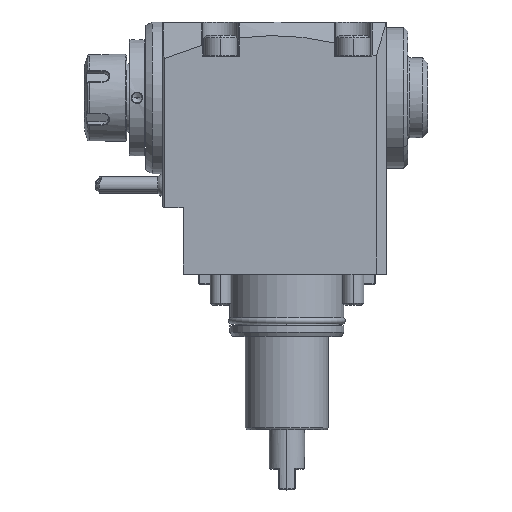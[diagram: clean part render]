
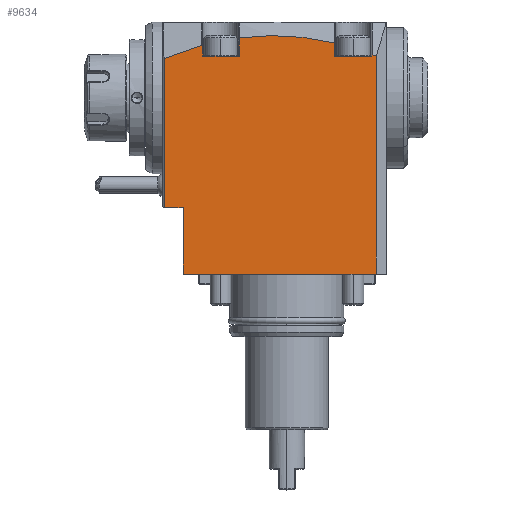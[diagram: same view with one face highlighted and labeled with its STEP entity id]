
A CAD part, top view. The second image highlights one B-rep face of the part: STEP entity #9634.
In plain terms, the highlighted planar face has unit normal (0, 0, 1).
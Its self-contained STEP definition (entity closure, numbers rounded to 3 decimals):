
#1769=DIRECTION('',(0.,1.,0.));
#1770=VECTOR('',#1769,104.954);
#1771=CARTESIAN_POINT('',(103.,0.,42.5));
#1772=LINE('',#1771,#1770);
#1786=CARTESIAN_POINT('',(103.,104.954,42.5));
#1800=DIRECTION('',(-1.,0.,0.));
#1801=VECTOR('',#1800,93.);
#1802=CARTESIAN_POINT('',(103.,0.,42.5));
#1803=LINE('',#1802,#1801);
#2307=DIRECTION('',(0.,1.,0.));
#2308=VECTOR('',#2307,32.);
#2309=CARTESIAN_POINT('',(10.,0.,42.5));
#2310=LINE('',#2309,#2308);
#2311=DIRECTION('',(1.,0.,0.));
#2312=VECTOR('',#2311,9.);
#2313=CARTESIAN_POINT('',(1.,32.,42.5));
#2314=LINE('',#2313,#2312);
#2315=DIRECTION('',(0.,1.,0.));
#2316=VECTOR('',#2315,71.4);
#2317=CARTESIAN_POINT('',(1.,32.5,42.5));
#2318=LINE('',#2317,#2316);
#2319=CARTESIAN_POINT('',(18.964,110.187,42.5));
#2320=CARTESIAN_POINT('',(12.837,108.491,42.5));
#2321=CARTESIAN_POINT('',(6.855,106.378,42.5));
#2322=CARTESIAN_POINT('',(1.,103.9,42.5));
#2324=DIRECTION('',(-0.268,0.963,0.));
#2325=VECTOR('',#2324,2.);
#2326=CARTESIAN_POINT('',(19.5,108.26,42.5));
#2327=LINE('',#2326,#2325);
#2328=DIRECTION('',(0.,-1.,0.));
#2329=VECTOR('',#2328,3.26);
#2330=CARTESIAN_POINT('',(19.5,108.26,42.5));
#2331=LINE('',#2330,#2329);
#2332=DIRECTION('',(0.,-1.,0.));
#2333=VECTOR('',#2332,8.865);
#2334=CARTESIAN_POINT('',(37.,113.865,42.5));
#2335=LINE('',#2334,#2333);
#2336=CARTESIAN_POINT('',(37.,113.865,42.5));
#2337=CARTESIAN_POINT('',(52.484,115.895,42.5));
#2338=CARTESIAN_POINT('',(67.814,115.013,42.5));
#2339=CARTESIAN_POINT('',(83.,111.373,42.5));
#2341=DIRECTION('',(0.,1.,0.));
#2342=VECTOR('',#2341,6.373);
#2343=CARTESIAN_POINT('',(83.,105.,42.5));
#2344=LINE('',#2343,#2342);
#2345=DIRECTION('',(-0.275,-0.961,0.));
#2346=VECTOR('',#2345,0.752);
#2347=CARTESIAN_POINT('',(101.05,105.723,42.5));
#2348=LINE('',#2347,#2346);
#2349=CARTESIAN_POINT('',(101.05,105.723,42.5));
#2350=CARTESIAN_POINT('',(101.702,105.471,42.5));
#2351=CARTESIAN_POINT('',(102.352,105.215,42.5));
#2352=CARTESIAN_POINT('',(103.,104.954,42.5));
#2354=DIRECTION('',(0.,1.,0.));
#2355=VECTOR('',#2354,0.5);
#2356=CARTESIAN_POINT('',(1.,32.,42.5));
#2357=LINE('',#2356,#2355);
#2378=CARTESIAN_POINT('',(1.,103.9,42.5));
#2604=DIRECTION('',(-1.,0.,0.));
#2605=VECTOR('',#2604,17.843);
#2606=CARTESIAN_POINT('',(100.843,105.,42.5));
#2607=LINE('',#2606,#2605);
#2648=CARTESIAN_POINT('',(37.,113.865,42.5));
#2666=DIRECTION('',(-1.,0.,0.));
#2667=VECTOR('',#2666,17.5);
#2668=CARTESIAN_POINT('',(37.,105.,42.5));
#2669=LINE('',#2668,#2667);
#4684=CARTESIAN_POINT('',(19.5,105.,42.5));
#4685=VERTEX_POINT('',#4684);
#4688=VERTEX_POINT('',#2378);
#4702=VERTEX_POINT('',#1786);
#4711=CARTESIAN_POINT('',(19.5,108.26,42.5));
#4712=CARTESIAN_POINT('',(18.964,110.187,42.5));
#4713=VERTEX_POINT('',#4711);
#4714=VERTEX_POINT('',#4712);
#4715=CARTESIAN_POINT('',(101.05,105.723,42.5));
#4716=VERTEX_POINT('',#4715);
#4718=VERTEX_POINT('',#2648);
#4719=CARTESIAN_POINT('',(37.,105.,42.5));
#4720=VERTEX_POINT('',#4719);
#4741=VERTEX_POINT('',#2339);
#4752=CARTESIAN_POINT('',(100.843,105.,42.5));
#4753=VERTEX_POINT('',#4752);
#4759=CARTESIAN_POINT('',(83.,105.,42.5));
#4761=VERTEX_POINT('',#4759);
#5329=CARTESIAN_POINT('',(103.,0.,42.5));
#5330=VERTEX_POINT('',#5329);
#5376=CARTESIAN_POINT('',(10.,0.,42.5));
#5378=VERTEX_POINT('',#5376);
#5379=CARTESIAN_POINT('',(1.,32.,42.5));
#5380=CARTESIAN_POINT('',(10.,32.,42.5));
#5381=VERTEX_POINT('',#5379);
#5382=VERTEX_POINT('',#5380);
#5420=CARTESIAN_POINT('',(1.,32.5,42.5));
#5422=VERTEX_POINT('',#5420);
#9599=CARTESIAN_POINT('',(0.,121.5,42.5));
#9600=DIRECTION('',(0.,0.,1.));
#9601=DIRECTION('',(0.,-1.,0.));
#9602=AXIS2_PLACEMENT_3D('',#9599,#9600,#9601);
#9603=PLANE('',#9602);
#9604=ORIENTED_EDGE('',*,*,#8757,.F.);
#9605=ORIENTED_EDGE('',*,*,#8778,.T.);
#9606=ORIENTED_EDGE('',*,*,#9592,.T.);
#9607=ORIENTED_EDGE('',*,*,#9581,.F.);
#9609=ORIENTED_EDGE('',*,*,#9608,.T.);
#9611=ORIENTED_EDGE('',*,*,#9610,.T.);
#9613=ORIENTED_EDGE('',*,*,#9612,.F.);
#9615=ORIENTED_EDGE('',*,*,#9614,.F.);
#9617=ORIENTED_EDGE('',*,*,#9616,.T.);
#9619=ORIENTED_EDGE('',*,*,#9618,.F.);
#9621=ORIENTED_EDGE('',*,*,#9620,.F.);
#9623=ORIENTED_EDGE('',*,*,#9622,.T.);
#9625=ORIENTED_EDGE('',*,*,#9624,.F.);
#9627=ORIENTED_EDGE('',*,*,#9626,.F.);
#9629=ORIENTED_EDGE('',*,*,#9628,.F.);
#9631=ORIENTED_EDGE('',*,*,#9630,.T.);
#9632=EDGE_LOOP('',(#9604,#9605,#9606,#9607,#9609,#9611,#9613,#9615,#9617,#9619,
#9621,#9623,#9625,#9627,#9629,#9631));
#9633=FACE_OUTER_BOUND('',#9632,.F.);
#2323=B_SPLINE_CURVE_WITH_KNOTS('',3,(#2319,#2320,#2321,#2322),.UNSPECIFIED.,
.F.,.F.,(4,4),(0.,1.),.UNSPECIFIED.);
#2340=B_SPLINE_CURVE_WITH_KNOTS('',3,(#2336,#2337,#2338,#2339),.UNSPECIFIED.,
.F.,.F.,(4,4),(0.,1.),.UNSPECIFIED.);
#2353=B_SPLINE_CURVE_WITH_KNOTS('',3,(#2349,#2350,#2351,#2352),.UNSPECIFIED.,
.F.,.F.,(4,4),(0.,1.),.UNSPECIFIED.);
#8757=EDGE_CURVE('',#5330,#4702,#1772,.T.);
#8778=EDGE_CURVE('',#5330,#5378,#1803,.T.);
#9581=EDGE_CURVE('',#5381,#5382,#2314,.T.);
#9592=EDGE_CURVE('',#5378,#5382,#2310,.T.);
#9608=EDGE_CURVE('',#5381,#5422,#2357,.T.);
#9610=EDGE_CURVE('',#5422,#4688,#2318,.T.);
#9612=EDGE_CURVE('',#4714,#4688,#2323,.T.);
#9614=EDGE_CURVE('',#4713,#4714,#2327,.T.);
#9616=EDGE_CURVE('',#4713,#4685,#2331,.T.);
#9618=EDGE_CURVE('',#4720,#4685,#2669,.T.);
#9620=EDGE_CURVE('',#4718,#4720,#2335,.T.);
#9622=EDGE_CURVE('',#4718,#4741,#2340,.T.);
#9624=EDGE_CURVE('',#4761,#4741,#2344,.T.);
#9626=EDGE_CURVE('',#4753,#4761,#2607,.T.);
#9628=EDGE_CURVE('',#4716,#4753,#2348,.T.);
#9630=EDGE_CURVE('',#4716,#4702,#2353,.T.);
#9634=ADVANCED_FACE('',(#9633),#9603,.T.);
